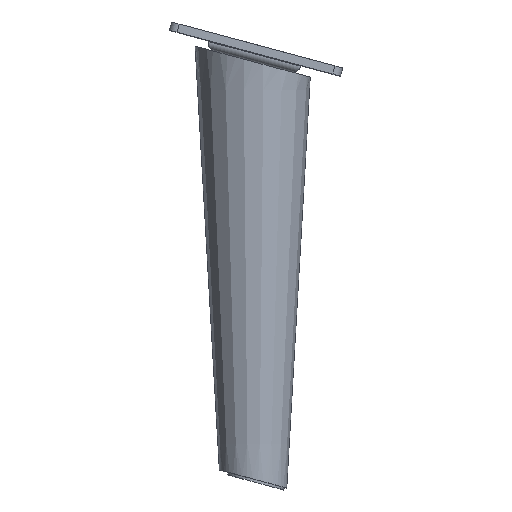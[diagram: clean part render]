
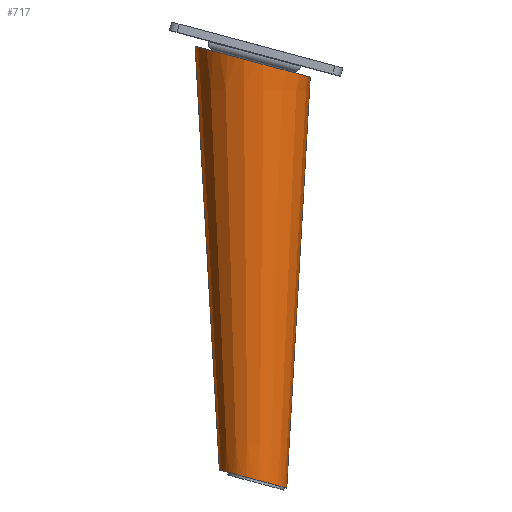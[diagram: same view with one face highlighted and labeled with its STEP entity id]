
A CAD part, top view. The second image highlights one B-rep face of the part: STEP entity #717.
In plain terms, the highlighted conical face has half-angle 3.27 degrees and reference radius 12.5 mm.
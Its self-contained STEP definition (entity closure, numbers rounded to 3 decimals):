
#61 = VECTOR ( 'NONE', #472, 1000. ) ;
#205 = CARTESIAN_POINT ( 'NONE',  ( -22.112, 168.216, 0. ) ) ;
#382 = VECTOR ( 'NONE', #556, 1000. ) ;
#406 = CARTESIAN_POINT ( 'NONE',  ( -12.95, 7.881, 0. ) ) ;
#472 = DIRECTION ( 'NONE',  ( 0.057, 0.998, 0. ) ) ;
#518 = CARTESIAN_POINT ( 'NONE',  ( 21.445, 156.545, 43.553 ) ) ;
#547 = CARTESIAN_POINT ( 'NONE',  ( -12.95, 7.881, 25.507 ) ) ;
#553 = CARTESIAN_POINT ( 'NONE',  ( -22.112, 168.216, 0. ) ) ;
#556 = DIRECTION ( 'NONE',  ( -0.057, 0.998, 0. ) ) ;
#558 = CARTESIAN_POINT ( 'NONE',  ( -22.112, 168.216, 43.553 ) ) ;
#647 = EDGE_CURVE ( 'NONE', #1399, #1417, #1190, .T. ) ;
#673 = VERTEX_POINT ( 'NONE', #2023 ) ;
#694 = CARTESIAN_POINT ( 'NONE',  ( 21.445, 156.545, 0. ) ) ;
#709 = ORIENTED_EDGE ( 'NONE', *, *, #1788, .F. ) ;
#717 = ADVANCED_FACE ( 'NONE', ( #851 ), #813, .T. ) ;
#802 = ORIENTED_EDGE ( 'NONE', *, *, #647, .F. ) ;
#813 = CONICAL_SURFACE ( 'NONE', #1101, 12.5, 0.057 ) ;
#851 = FACE_OUTER_BOUND ( 'NONE', #1144, .T. ) ;
#866 = CARTESIAN_POINT ( 'NONE',  ( 12.56, 1.046, 0. ) ) ;
#1101 = AXIS2_PLACEMENT_3D ( 'NONE', #1356, #1275, #1940 ) ;
#1125 = LINE ( 'NONE', #1950, #61 ) ;
#1144 = EDGE_LOOP ( 'NONE', ( #1712, #1649, #802, #709 ) ) ;
#1188 = CARTESIAN_POINT ( 'NONE',  ( 21.445, 156.545, 0. ) ) ;
#1190 =( BOUNDED_CURVE ( )  B_SPLINE_CURVE ( 3, ( #553, #558, #518, #1188 ),
 .UNSPECIFIED., .F., .F. ) 
 B_SPLINE_CURVE_WITH_KNOTS ( ( 4, 4 ),
 ( 0., 3.142 ),
 .UNSPECIFIED. ) 
 CURVE ( )  GEOMETRIC_REPRESENTATION_ITEM ( )  RATIONAL_B_SPLINE_CURVE ( ( 1., 0.333, 0.333, 1. ) ) 
 REPRESENTATION_ITEM ( '' )  );
#1204 = EDGE_CURVE ( 'NONE', #1758, #1417, #1125, .T. ) ;
#1275 = DIRECTION ( 'NONE',  ( 0., 1., 0. ) ) ;
#1356 = CARTESIAN_POINT ( 'NONE',  ( 0., 0., 0. ) ) ;
#1395 = CARTESIAN_POINT ( 'NONE',  ( 12.56, 1.046, 25.507 ) ) ;
#1399 = VERTEX_POINT ( 'NONE', #205 ) ;
#1417 = VERTEX_POINT ( 'NONE', #694 ) ;
#1446 = EDGE_CURVE ( 'NONE', #1758, #673, #1486, .T. ) ;
#1486 =( BOUNDED_CURVE ( )  B_SPLINE_CURVE ( 3, ( #866, #1395, #547, #406 ),
 .UNSPECIFIED., .F., .F. ) 
 B_SPLINE_CURVE_WITH_KNOTS ( ( 4, 4 ),
 ( 3.142, 6.283 ),
 .UNSPECIFIED. ) 
 CURVE ( )  GEOMETRIC_REPRESENTATION_ITEM ( )  RATIONAL_B_SPLINE_CURVE ( ( 1., 0.333, 0.333, 1. ) ) 
 REPRESENTATION_ITEM ( '' )  );
#1649 = ORIENTED_EDGE ( 'NONE', *, *, #1204, .T. ) ;
#1712 = ORIENTED_EDGE ( 'NONE', *, *, #1446, .F. ) ;
#1758 = VERTEX_POINT ( 'NONE', #1900 ) ;
#1788 = EDGE_CURVE ( 'NONE', #673, #1399, #2058, .T. ) ;
#1900 = CARTESIAN_POINT ( 'NONE',  ( 12.56, 1.046, 0. ) ) ;
#1940 = DIRECTION ( 'NONE',  ( -1., 0., 0. ) ) ;
#1950 = CARTESIAN_POINT ( 'NONE',  ( 12.5, 0., 0. ) ) ;
#2023 = CARTESIAN_POINT ( 'NONE',  ( -12.95, 7.881, 0. ) ) ;
#2035 = CARTESIAN_POINT ( 'NONE',  ( -12.5, 0., 0. ) ) ;
#2058 = LINE ( 'NONE', #2035, #382 ) ;
